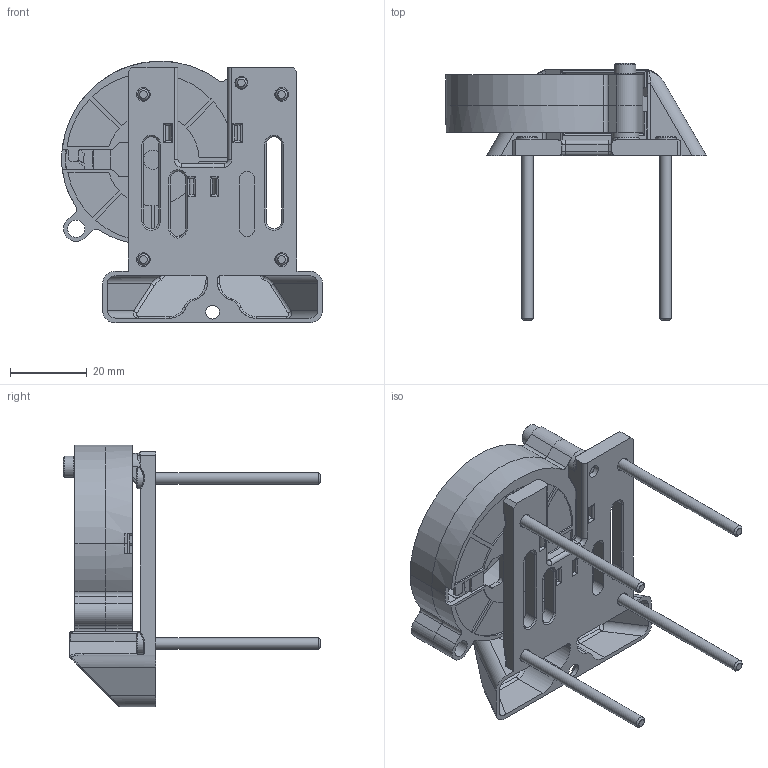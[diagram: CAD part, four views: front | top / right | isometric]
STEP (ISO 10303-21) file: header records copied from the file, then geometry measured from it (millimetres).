
FILE_DESCRIPTION(/* description */ (''),/* implementation_level */ '2;1');
FILE_NAME(/* name */ 'rear_inlet_single_5015_beacon.step',/* time_stamp */ '2023-11-02T13:11:14-05:00',/* author */ (''),/* organization */ (''),/* preprocessor_version */ 'ST-DEVELOPER v20',/* originating_system */ 'Autodesk Translation Framework v12.14.0.127',/* authorisation */ '');
FILE_SCHEMA (('AUTOMOTIVE_DESIGN { 1 0 10303 214 3 1 1 }'));
Length unit declared in the file: millimetre
Products named in the file (10): Beacon; PN951; turbine; top; bottom; rear_inlet_single_5015; Hardware; PN596; Screw, M3 x 45mm, SHCS; Screw, M3 x 20mm, SHCS
Assembly tree (12 placements, depth 3):
  Beacon
    PN951
      turbine
      top
      bottom
    rear_inlet_single_5015
    Hardware
      PN596
      Screw, M3 x 45mm, SHCS  x4
      Screw, M3 x 20mm, SHCS
Bounding box: 67.9 x 67 x 68.18 mm (x, y, z)
Volume: 20447.5 mm3; surface area: 32233.6 mm2
Topology: 11 solids, 11 shells, 963 faces, 2489 edges, 1570 vertices
Faces by surface type: plane 323, cylinder 305, bspline 224, cone 101, torus 10
Full cylindrical faces by diameter (mm): 2.9 x1, 3 x5, 3.3 x1, 3.6 x5, 4.2 x1, 4.25 x1, 4.5 x4, 4.6 x1, 4.7 x1, 5 x1, 5.5 x5, 5.65 x2, 6 x2, 22.8 x1, 24.5 x1, 32 x1
Entity records: 36258 total; most frequent: CARTESIAN_POINT 14897, ORIENTED_EDGE 4738, DIRECTION 3957, EDGE_CURVE 2369, AXIS2_PLACEMENT_3D 1541, VERTEX_POINT 1507, EDGE_LOOP 968, FACE_OUTER_BOUND 900
